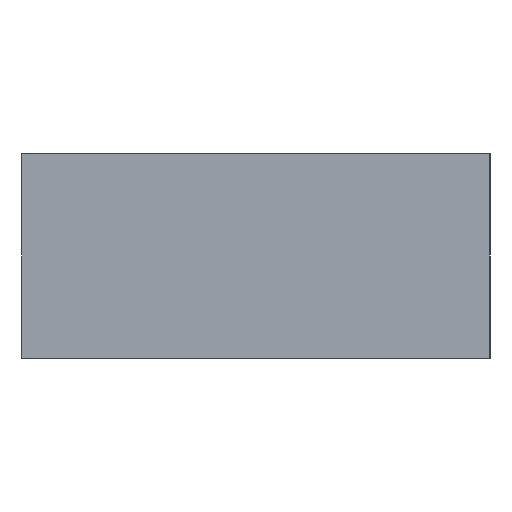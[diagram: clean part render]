
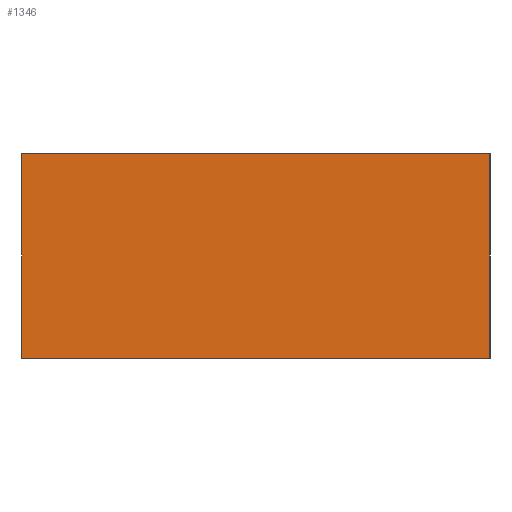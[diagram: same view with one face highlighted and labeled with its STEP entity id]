
A CAD part, left-side view. The second image highlights one B-rep face of the part: STEP entity #1346.
In plain terms, the highlighted planar face has unit normal (-1, 0, 0).
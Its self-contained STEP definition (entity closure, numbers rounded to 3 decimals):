
#1346 = ADVANCED_FACE ( 'NONE', ( #4950 ), #4998, .F. ) ;
#1347 = EDGE_LOOP ( 'NONE', ( #1348, #1352, #1406, #1409 ) ) ;
#1348 = ORIENTED_EDGE ( 'NONE', *, *, #1349, .T. ) ;
#1349 = EDGE_CURVE ( 'NONE', #1350, #1351, #4993, .T. ) ;
#1350 = VERTEX_POINT ( 'NONE', #4989 ) ;
#1351 = VERTEX_POINT ( 'NONE', #4988 ) ;
#1352 = ORIENTED_EDGE ( 'NONE', *, *, #1353, .F. ) ;
#1353 = EDGE_CURVE ( 'NONE', #1354, #1351, #4987, .T. ) ;
#1354 = VERTEX_POINT ( 'NONE', #4983 ) ;
#1406 = ORIENTED_EDGE ( 'NONE', *, *, #1407, .F. ) ;
#1407 = EDGE_CURVE ( 'NONE', #1408, #1354, #5096, .T. ) ;
#1408 = VERTEX_POINT ( 'NONE', #5092 ) ;
#1409 = ORIENTED_EDGE ( 'NONE', *, *, #1410, .T. ) ;
#1410 = EDGE_CURVE ( 'NONE', #1408, #1350, #5091, .T. ) ;
#4950 = FACE_OUTER_BOUND ( 'NONE', #1347, .T. ) ;
#4983 = CARTESIAN_POINT ( 'NONE',  ( -1., -0.63, 0.55 ) ) ;
#4984 = DIRECTION ( 'NONE',  ( 0., 0., -1. ) ) ;
#4985 = VECTOR ( 'NONE', #4984, 1000. ) ;
#4986 = CARTESIAN_POINT ( 'NONE',  ( -1., -0.63, 0.55 ) ) ;
#4987 = LINE ( 'NONE', #4986, #4985 ) ;
#4988 = CARTESIAN_POINT ( 'NONE',  ( -1., -0.63, 0. ) ) ;
#4989 = CARTESIAN_POINT ( 'NONE',  ( -1., 0.63, 0. ) ) ;
#4990 = DIRECTION ( 'NONE',  ( 0., -1., 0. ) ) ;
#4991 = VECTOR ( 'NONE', #4990, 1000. ) ;
#4992 = CARTESIAN_POINT ( 'NONE',  ( -1., 0.63, 0. ) ) ;
#4993 = LINE ( 'NONE', #4992, #4991 ) ;
#4994 = DIRECTION ( 'NONE',  ( 0., 0., -1. ) ) ;
#4995 = DIRECTION ( 'NONE',  ( 1., 0., 0. ) ) ;
#4996 = CARTESIAN_POINT ( 'NONE',  ( -1., 0.63, 0.55 ) ) ;
#4997 = AXIS2_PLACEMENT_3D ( 'NONE', #4996, #4995, #4994 ) ;
#4998 = PLANE ( 'NONE',  #4997 ) ;
#5088 = DIRECTION ( 'NONE',  ( 0., 0., -1. ) ) ;
#5089 = VECTOR ( 'NONE', #5088, 1000. ) ;
#5090 = CARTESIAN_POINT ( 'NONE',  ( -1., 0.63, 0.55 ) ) ;
#5091 = LINE ( 'NONE', #5090, #5089 ) ;
#5092 = CARTESIAN_POINT ( 'NONE',  ( -1., 0.63, 0.55 ) ) ;
#5093 = DIRECTION ( 'NONE',  ( 0., -1., 0. ) ) ;
#5094 = VECTOR ( 'NONE', #5093, 1000. ) ;
#5095 = CARTESIAN_POINT ( 'NONE',  ( -1., 0.63, 0.55 ) ) ;
#5096 = LINE ( 'NONE', #5095, #5094 ) ;
